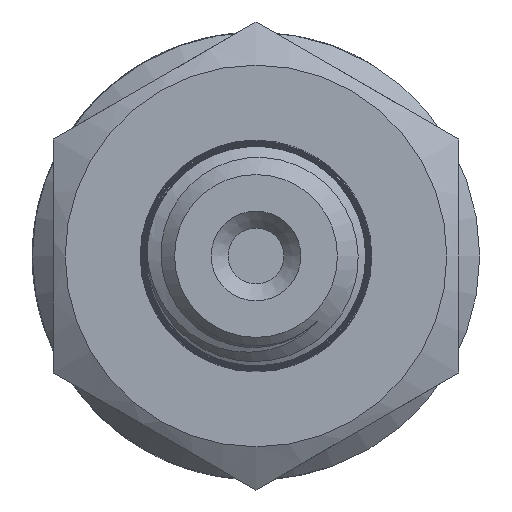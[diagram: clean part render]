
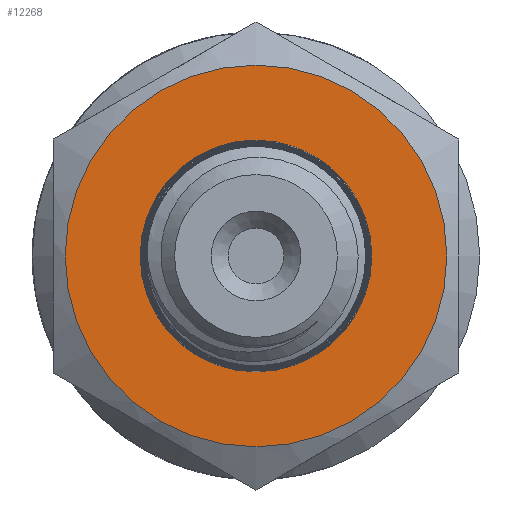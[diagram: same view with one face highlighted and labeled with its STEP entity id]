
A CAD part, left-side view. The second image highlights one B-rep face of the part: STEP entity #12268.
In plain terms, the highlighted planar face has unit normal (-1, 0, 0).
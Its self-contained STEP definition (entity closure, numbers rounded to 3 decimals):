
#1226=FACE_BOUND('',#3940,.T.);
#3222=FACE_OUTER_BOUND('',#3939,.T.);
#3939=EDGE_LOOP('',(#8251));
#3940=EDGE_LOOP('',(#8252));
#4687=CIRCLE('',#13037,6.86);
#4692=CIRCLE('',#13046,11.3);
#4963=VERTEX_POINT('',#17322);
#4973=VERTEX_POINT('',#17451);
#6268=EDGE_CURVE('',#4963,#4963,#4687,.T.);
#6281=EDGE_CURVE('',#4973,#4973,#4692,.T.);
#8251=ORIENTED_EDGE('',*,*,#6281,.T.);
#8252=ORIENTED_EDGE('',*,*,#6268,.T.);
#12008=PLANE('',#13045);
#12268=ADVANCED_FACE('',(#3222,#1226),#12008,.T.);
#13037=AXIS2_PLACEMENT_3D('',#17323,#13702,#13703);
#13045=AXIS2_PLACEMENT_3D('',#17450,#13723,#13724);
#13046=AXIS2_PLACEMENT_3D('',#17452,#13725,#13726);
#13702=DIRECTION('center_axis',(1.,0.,0.));
#13703=DIRECTION('ref_axis',(0.,0.,-1.));
#13723=DIRECTION('center_axis',(-1.,0.,0.));
#13724=DIRECTION('ref_axis',(0.,0.,1.));
#13725=DIRECTION('center_axis',(-1.,0.,0.));
#13726=DIRECTION('ref_axis',(0.,1.,0.));
#17322=CARTESIAN_POINT('',(14.,-6.86,0.));
#17323=CARTESIAN_POINT('Origin',(14.,0.,0.));
#17450=CARTESIAN_POINT('Origin',(14.,12.,0.));
#17451=CARTESIAN_POINT('',(14.,-11.3,0.));
#17452=CARTESIAN_POINT('Origin',(14.,0.,0.));
